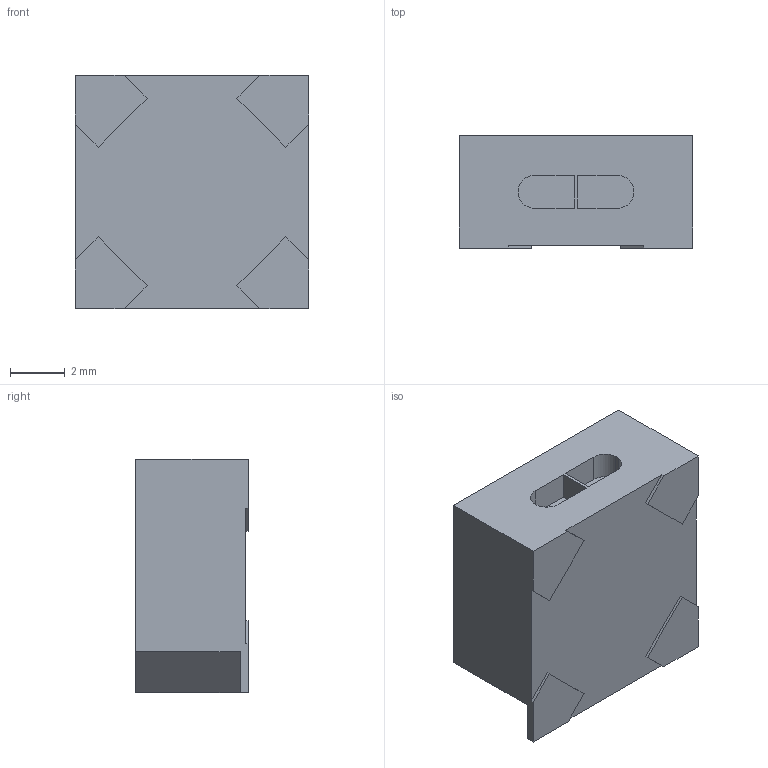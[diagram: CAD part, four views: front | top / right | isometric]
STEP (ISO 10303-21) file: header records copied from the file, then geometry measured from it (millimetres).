
FILE_DESCRIPTION (( 'STEP AP214' ), '1' );
FILE_NAME ('SDR08540M3-01.STEP', '2023-03-11T17:11:23', ( '' ), ( '' ), 'SwSTEP 2.0', 'SolidWorks 2021', '' );
FILE_SCHEMA (( 'AUTOMOTIVE_DESIGN' ));
Length unit declared in the file: millimetre
Products named in the file (1): SDR08540M3-01
Bounding box: 8.5 x 4.1 x 8.5 mm (x, y, z)
Volume: 273.3 mm3; surface area: 293.6 mm2
Topology: 1 solids, 1 shells, 64 faces, 175 edges, 116 vertices
Faces by surface type: plane 52, cylinder 12
Entity records: 2751 total; most frequent: CARTESIAN_POINT 356, ORIENTED_EDGE 350, DIRECTION 331, EDGE_CURVE 175, LINE 149, VECTOR 149, VERTEX_POINT 116, AXIS2_PLACEMENT_3D 91
